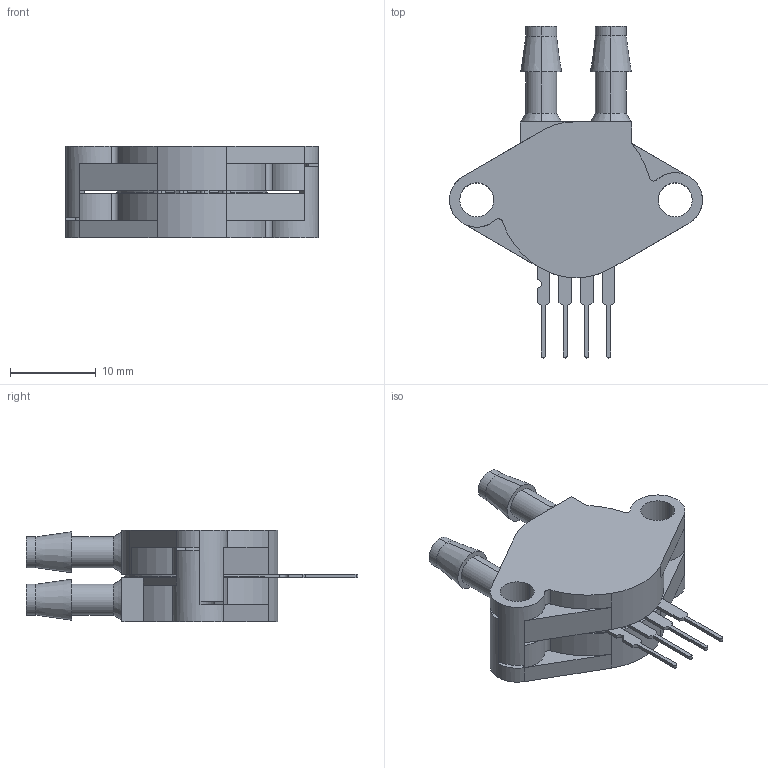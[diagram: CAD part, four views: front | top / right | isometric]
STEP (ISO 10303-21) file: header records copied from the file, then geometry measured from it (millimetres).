
FILE_DESCRIPTION(('FreeCAD Model'),'2;1');
FILE_NAME('Open CASCADE Shape Model','2021-03-03T16:19:18',( 'kicad StepUp'),('ksu MCAD'),'Open CASCADE STEP processor 7.3', 'FreeCAD','Unknown');
FILE_SCHEMA(('AUTOMOTIVE_DESIGN { 1 0 10303 214 1 1 1 1 }'));
Length unit declared in the file: millimetre
Products named in the file (1): MPX10DP
Bounding box: 29.46 x 38.67 x 10.67 mm (x, y, z)
Volume: 3472.5 mm3; surface area: 3142.7 mm2
Topology: 6 solids, 6 shells, 188 faces, 1440 edges, 4148 vertices
Faces by surface type: plane 113, cylinder 67, cone 8
Entity records: 20245 total; most frequent: CARTESIAN_POINT 5777, DIRECTION 2286, LINE 972, VECTOR 972, GEOMETRIC_CURVE_SET 961, ORIENTED_EDGE 960, TRIMMED_CURVE 960, AXIS2_PLACEMENT_3D 657
